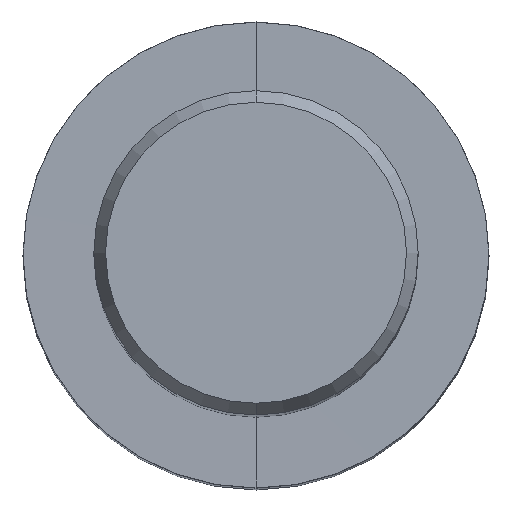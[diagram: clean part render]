
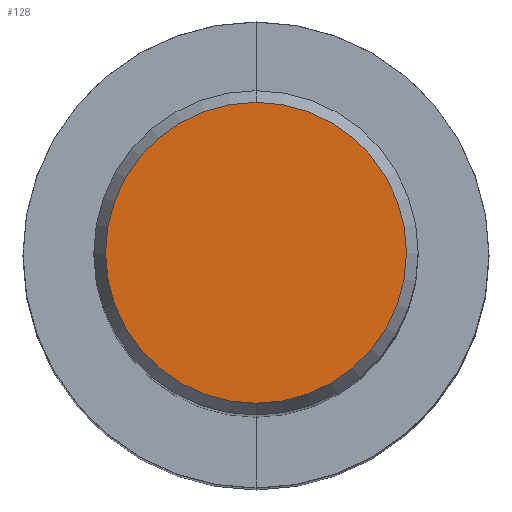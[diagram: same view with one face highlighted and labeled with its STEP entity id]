
A CAD part, top view. The second image highlights one B-rep face of the part: STEP entity #128.
In plain terms, the highlighted planar face has unit normal (0, 0, 1).
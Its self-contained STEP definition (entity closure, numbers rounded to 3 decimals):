
#96=EDGE_CURVE('',#110,#122,#215,.T.);
#110=VERTEX_POINT('',#229);
#122=VERTEX_POINT('',#243);
#128=ADVANCED_FACE('',(#250),#251,.T.);
#138=EDGE_CURVE('',#122,#110,#261,.T.);
#215=CIRCLE('',#335,5.892);
#229=CARTESIAN_POINT('',(0.0,5.892,0.01));
#243=CARTESIAN_POINT('',(0.,-5.892,0.01));
#250=FACE_OUTER_BOUND('',#381,.T.);
#251=PLANE('',#382);
#261=CIRCLE('',#394,5.892);
#335=AXIS2_PLACEMENT_3D('',#489,#490,#491);
#381=EDGE_LOOP('',(#526,#527));
#382=AXIS2_PLACEMENT_3D('',#528,#529,#530);
#394=AXIS2_PLACEMENT_3D('',#534,#535,#536);
#489=CARTESIAN_POINT('',(0.0,0.0,0.01));
#490=DIRECTION('',(0.0,0.0,-1.0));
#491=DIRECTION('',(0.0,1.0,0.0));
#526=ORIENTED_EDGE('',*,*,#96,.F.);
#527=ORIENTED_EDGE('',*,*,#138,.F.);
#528=CARTESIAN_POINT('',(0.0,2.946,0.01));
#529=DIRECTION('',(-0.0,0.0,1.0));
#530=DIRECTION('',(0.0,-1.0,0.0));
#534=CARTESIAN_POINT('',(0.0,0.0,0.01));
#535=DIRECTION('',(0.0,0.0,-1.0));
#536=DIRECTION('',(0.0,1.0,0.0));
